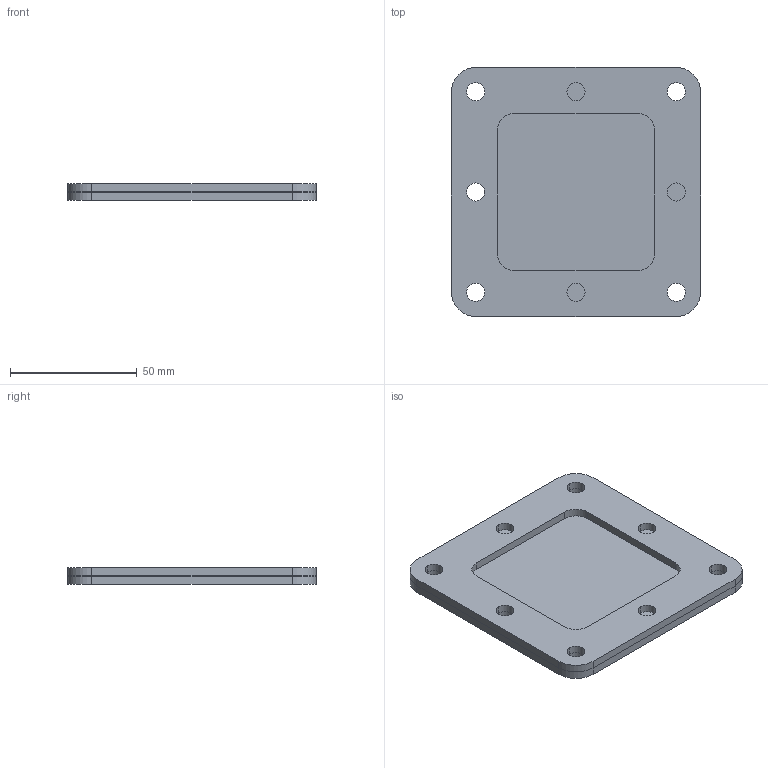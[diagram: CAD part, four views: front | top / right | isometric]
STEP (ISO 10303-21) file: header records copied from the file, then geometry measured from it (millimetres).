
FILE_DESCRIPTION (( 'STEP AP203' ), '1' );
FILE_NAME ('1487BH.step', '2024-04-25T14:26:24', ( '' ), ( '' ), 'SwSTEP 2.0', 'SolidWorks 2023', '' );
FILE_SCHEMA (( 'CONFIG_CONTROL_DESIGN' ));
Length unit declared in the file: inch
Products named in the file (1): 1487BH
Bounding box: 98.42 x 98.42 x 6.35 mm (x, y, z)
Volume: 47294.2 mm3; surface area: 33865.4 mm2
Topology: 2 solids, 2 shells, 54 faces, 150 edges, 100 vertices
Faces by surface type: cylinder 38, plane 16
Entity records: 1903 total; most frequent: DIRECTION 336, CARTESIAN_POINT 305, ORIENTED_EDGE 300, EDGE_CURVE 150, AXIS2_PLACEMENT_3D 131, VERTEX_POINT 100, EDGE_LOOP 82, CIRCLE 76
